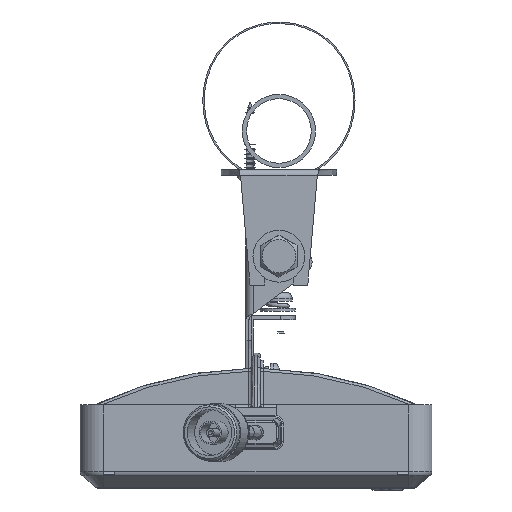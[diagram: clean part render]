
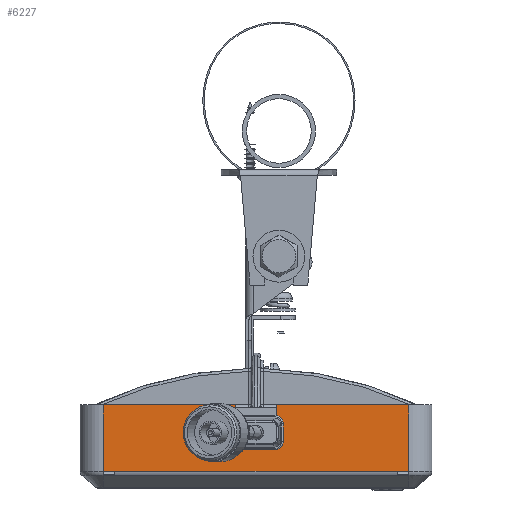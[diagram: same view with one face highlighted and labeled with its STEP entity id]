
A CAD part, front view. The second image highlights one B-rep face of the part: STEP entity #6227.
In plain terms, the highlighted planar face has unit normal (0, -1, 0).
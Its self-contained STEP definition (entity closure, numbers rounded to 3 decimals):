
#725 = EDGE_CURVE ( 'NONE', #15295, #10167, #8531, .T. ) ;
#869 = DIRECTION ( 'NONE',  ( 1., 0., 0. ) ) ;
#964 = CARTESIAN_POINT ( 'NONE',  ( -4.5, -61., -13.6 ) ) ;
#1213 = VECTOR ( 'NONE', #17636, 1000. ) ;
#1285 = VERTEX_POINT ( 'NONE', #5755 ) ;
#1376 = CARTESIAN_POINT ( 'NONE',  ( -61., -61., -29. ) ) ;
#1430 = CARTESIAN_POINT ( 'NONE',  ( 53., -61., 0. ) ) ;
#1618 = DIRECTION ( 'NONE',  ( 0., 0., -1. ) ) ;
#1819 = CARTESIAN_POINT ( 'NONE',  ( -53., -61., -29. ) ) ;
#1909 = EDGE_CURVE ( 'NONE', #18050, #23551, #4516, .T. ) ;
#2185 = EDGE_CURVE ( 'NONE', #22865, #18050, #18401, .T. ) ;
#2410 = ORIENTED_EDGE ( 'NONE', *, *, #9757, .F. ) ;
#2832 = EDGE_CURVE ( 'NONE', #1285, #7856, #23317, .T. ) ;
#2864 = ORIENTED_EDGE ( 'NONE', *, *, #21873, .F. ) ;
#3695 = CARTESIAN_POINT ( 'NONE',  ( -61., -61., 0. ) ) ;
#4516 = LINE ( 'NONE', #19281, #21336 ) ;
#4523 = CARTESIAN_POINT ( 'NONE',  ( -61., -61., -23.067 ) ) ;
#4665 = VECTOR ( 'NONE', #19031, 1000. ) ;
#4748 = CARTESIAN_POINT ( 'NONE',  ( -7., -61., -13.6 ) ) ;
#4842 = AXIS2_PLACEMENT_3D ( 'NONE', #7055, #14220, #6701 ) ;
#4900 = PLANE ( 'NONE',  #14863 ) ;
#5147 = VERTEX_POINT ( 'NONE', #13061 ) ;
#5755 = CARTESIAN_POINT ( 'NONE',  ( 53., -61., -23.067 ) ) ;
#6227 = ADVANCED_FACE ( 'NONE', ( #23414 ), #4900, .T. ) ;
#6537 = CARTESIAN_POINT ( 'NONE',  ( 7., -61., 0. ) ) ;
#6601 = CARTESIAN_POINT ( 'NONE',  ( 53., -61., -23.067 ) ) ;
#6701 = DIRECTION ( 'NONE',  ( 0., 0., -1. ) ) ;
#6985 = CARTESIAN_POINT ( 'NONE',  ( 4.5, -61., -11.1 ) ) ;
#7055 = CARTESIAN_POINT ( 'NONE',  ( -4.5, -61., -11.1 ) ) ;
#7141 = EDGE_CURVE ( 'NONE', #12105, #22707, #10239, .T. ) ;
#7365 = DIRECTION ( 'NONE',  ( 0., 0., -1. ) ) ;
#7445 = EDGE_CURVE ( 'NONE', #23551, #7856, #23029, .T. ) ;
#7660 = ORIENTED_EDGE ( 'NONE', *, *, #2185, .T. ) ;
#7856 = VERTEX_POINT ( 'NONE', #19007 ) ;
#8110 = LINE ( 'NONE', #11873, #9690 ) ;
#8256 = ORIENTED_EDGE ( 'NONE', *, *, #8380, .F. ) ;
#8368 = DIRECTION ( 'NONE',  ( 1., 0., 0. ) ) ;
#8380 = EDGE_CURVE ( 'NONE', #15295, #5147, #23498, .T. ) ;
#8423 = ORIENTED_EDGE ( 'NONE', *, *, #21190, .F. ) ;
#8531 = CIRCLE ( 'NONE', #14333, 2.5 ) ;
#8783 = CARTESIAN_POINT ( 'NONE',  ( -7., -61., -11.1 ) ) ;
#9286 = DIRECTION ( 'NONE',  ( 0., 0., -1. ) ) ;
#9359 = LINE ( 'NONE', #3695, #17306 ) ;
#9690 = VECTOR ( 'NONE', #12108, 1000. ) ;
#9757 = EDGE_CURVE ( 'NONE', #22865, #21797, #17549, .T. ) ;
#9785 = ORIENTED_EDGE ( 'NONE', *, *, #725, .T. ) ;
#10167 = VERTEX_POINT ( 'NONE', #10361 ) ;
#10191 = CARTESIAN_POINT ( 'NONE',  ( 7., -61., -11.1 ) ) ;
#10239 = CIRCLE ( 'NONE', #4842, 2.5 ) ;
#10361 = CARTESIAN_POINT ( 'NONE',  ( 4.5, -61., -13.6 ) ) ;
#10692 = ORIENTED_EDGE ( 'NONE', *, *, #1909, .T. ) ;
#11061 = ORIENTED_EDGE ( 'NONE', *, *, #7445, .T. ) ;
#11873 = CARTESIAN_POINT ( 'NONE',  ( 53., -61., -29. ) ) ;
#11992 = DIRECTION ( 'NONE',  ( 0., 0., 1. ) ) ;
#12062 = VECTOR ( 'NONE', #7365, 1000. ) ;
#12105 = VERTEX_POINT ( 'NONE', #964 ) ;
#12108 = DIRECTION ( 'NONE',  ( 0., 0., 1. ) ) ;
#12648 = CARTESIAN_POINT ( 'NONE',  ( -53., -61., 0. ) ) ;
#12785 = VECTOR ( 'NONE', #9286, 1000. ) ;
#13061 = CARTESIAN_POINT ( 'NONE',  ( 7., -61., 0. ) ) ;
#14030 = CARTESIAN_POINT ( 'NONE',  ( -61., -61., 0. ) ) ;
#14220 = DIRECTION ( 'NONE',  ( 0., 1., 0. ) ) ;
#14333 = AXIS2_PLACEMENT_3D ( 'NONE', #6985, #15973, #14390 ) ;
#14390 = DIRECTION ( 'NONE',  ( 0., 0., -1. ) ) ;
#14705 = EDGE_LOOP ( 'NONE', ( #2864, #2410, #7660, #10692, #11061, #17752, #20840, #21560, #8256, #9785, #8423, #18866 ) ) ;
#14863 = AXIS2_PLACEMENT_3D ( 'NONE', #1376, #18206, #1618 ) ;
#14931 = VECTOR ( 'NONE', #23235, 1000. ) ;
#15108 = CARTESIAN_POINT ( 'NONE',  ( -7., -61., 0. ) ) ;
#15295 = VERTEX_POINT ( 'NONE', #10191 ) ;
#15973 = DIRECTION ( 'NONE',  ( 0., 1., 0. ) ) ;
#16087 = CARTESIAN_POINT ( 'NONE',  ( -7., -61., 0. ) ) ;
#16265 = CARTESIAN_POINT ( 'NONE',  ( -49., -61., -23.067 ) ) ;
#16444 = LINE ( 'NONE', #15108, #12785 ) ;
#16483 = EDGE_CURVE ( 'NONE', #5147, #18929, #9359, .T. ) ;
#16635 = DIRECTION ( 'NONE',  ( 1., 0., 0. ) ) ;
#17306 = VECTOR ( 'NONE', #16635, 1000. ) ;
#17549 = LINE ( 'NONE', #14030, #14931 ) ;
#17631 = VECTOR ( 'NONE', #11992, 1000. ) ;
#17636 = DIRECTION ( 'NONE',  ( -1., 0., 0. ) ) ;
#17752 = ORIENTED_EDGE ( 'NONE', *, *, #2832, .F. ) ;
#18050 = VERTEX_POINT ( 'NONE', #21466 ) ;
#18206 = DIRECTION ( 'NONE',  ( 0., -1., 0. ) ) ;
#18401 = LINE ( 'NONE', #1819, #12062 ) ;
#18866 = ORIENTED_EDGE ( 'NONE', *, *, #7141, .T. ) ;
#18929 = VERTEX_POINT ( 'NONE', #1430 ) ;
#19007 = CARTESIAN_POINT ( 'NONE',  ( 49., -61., -23.067 ) ) ;
#19031 = DIRECTION ( 'NONE',  ( 1., 0., 0. ) ) ;
#19150 = LINE ( 'NONE', #4748, #4665 ) ;
#19281 = CARTESIAN_POINT ( 'NONE',  ( -61., -61., -23.067 ) ) ;
#20077 = EDGE_CURVE ( 'NONE', #1285, #18929, #8110, .T. ) ;
#20840 = ORIENTED_EDGE ( 'NONE', *, *, #20077, .T. ) ;
#21190 = EDGE_CURVE ( 'NONE', #12105, #10167, #19150, .T. ) ;
#21336 = VECTOR ( 'NONE', #869, 1000. ) ;
#21466 = CARTESIAN_POINT ( 'NONE',  ( -53., -61., -23.067 ) ) ;
#21560 = ORIENTED_EDGE ( 'NONE', *, *, #16483, .F. ) ;
#21797 = VERTEX_POINT ( 'NONE', #16087 ) ;
#21873 = EDGE_CURVE ( 'NONE', #21797, #22707, #16444, .T. ) ;
#22243 = VECTOR ( 'NONE', #8368, 1000. ) ;
#22707 = VERTEX_POINT ( 'NONE', #8783 ) ;
#22865 = VERTEX_POINT ( 'NONE', #12648 ) ;
#23029 = LINE ( 'NONE', #4523, #22243 ) ;
#23235 = DIRECTION ( 'NONE',  ( 1., 0., 0. ) ) ;
#23317 = LINE ( 'NONE', #6601, #1213 ) ;
#23414 = FACE_OUTER_BOUND ( 'NONE', #14705, .T. ) ;
#23498 = LINE ( 'NONE', #6537, #17631 ) ;
#23551 = VERTEX_POINT ( 'NONE', #16265 ) ;
